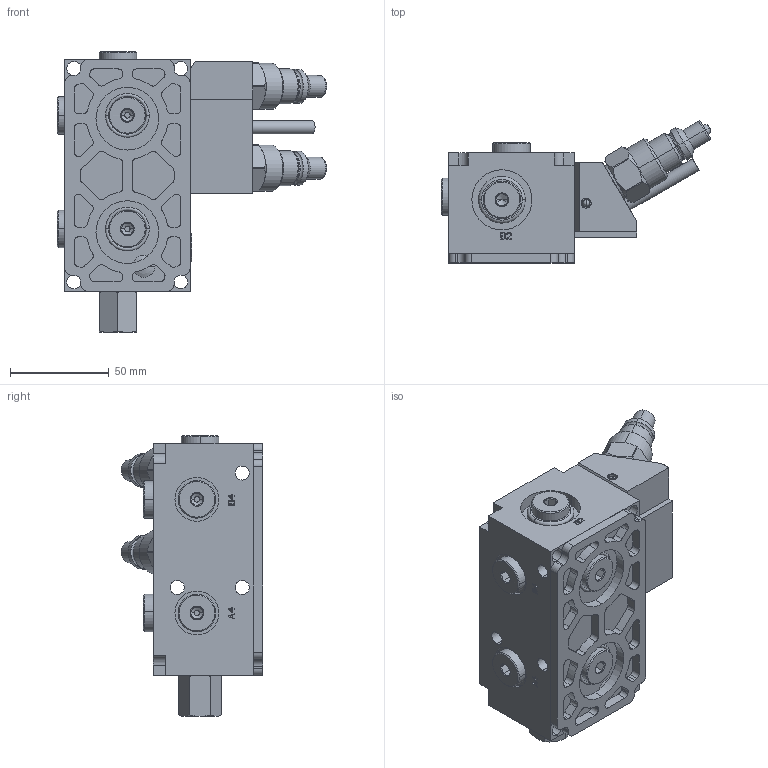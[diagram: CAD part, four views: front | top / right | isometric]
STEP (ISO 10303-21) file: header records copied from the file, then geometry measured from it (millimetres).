
FILE_DESCRIPTION((''),'2;1');
FILE_NAME('ILCM45600723','2018-08-31T',('dg'),(''),'PRO/ENGINEER BY PARAMETRIC TECHNOLOGY CORPORATION, 2013320','PRO/ENGINEER BY PARAMETRIC TECHNOLOGY CORPORATION, 2013320','');
FILE_SCHEMA(('CONFIG_CONTROL_DESIGN'));
Length unit declared in the file: inch
Products named in the file (4): ILCM45600723; 45600511; 30871966
Assembly tree (3 placements, depth 2):
  ILCM45600723
    ILCM45600723
    45600511
    30871966
Bounding box: 136.55 x 71.77 x 142.21 mm (x, y, z)
Volume: 475128.1 mm3; surface area: 82842.5 mm2
Topology: 6 solids, 8 shells, 1480 faces, 3799 edges, 2432 vertices
Faces by surface type: plane 948, cylinder 278, cone 222, torus 28, sphere 4
Entity records: 49469 total; most frequent: CARTESIAN_POINT 12969, ORIENTED_EDGE 7562, DIRECTION 7463, EDGE_CURVE 3785, VECTOR 2757, LINE 2757, VERTEX_POINT 2432, AXIS2_PLACEMENT_3D 2353
